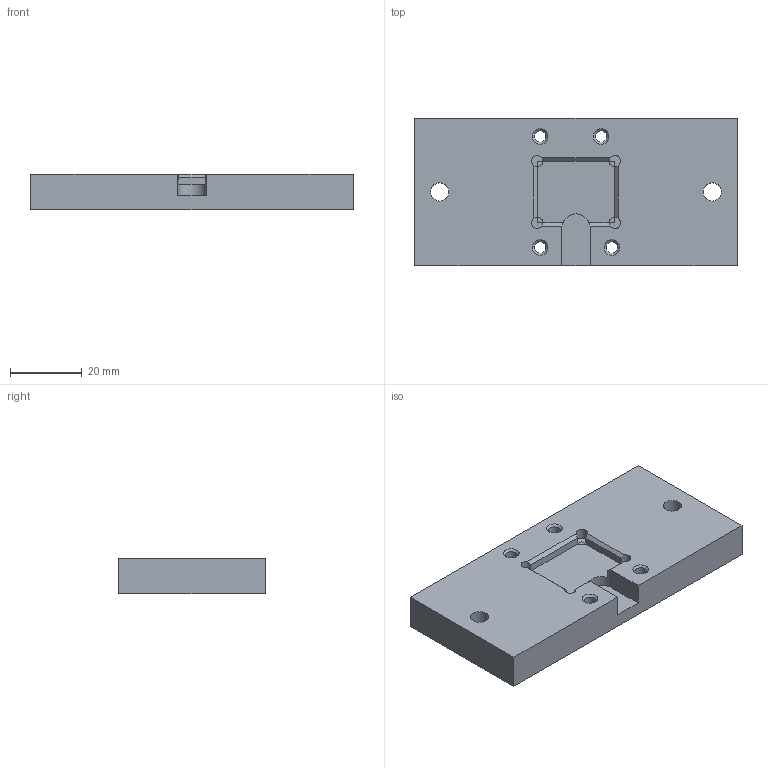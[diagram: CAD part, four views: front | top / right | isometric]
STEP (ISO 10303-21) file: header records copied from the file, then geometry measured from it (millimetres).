
FILE_DESCRIPTION(('FreeCAD Model'),'2;1');
FILE_NAME('die_holder_block.step','2017-01-21T01:15:33',('Author'),(''), 'Open CASCADE STEP processor 6.8','FreeCAD','Unknown');
FILE_SCHEMA(('AUTOMOTIVE_DESIGN_CC2 { 1 2 10303 214 -1 1 5 4 }'));
Length unit declared in the file: millimetre
Products named in the file (1): Chamfer002
Bounding box: 90 x 41 x 10 mm (x, y, z)
Volume: 34080.2 mm3; surface area: 11221.5 mm2
Topology: 1 solids, 1 shells, 57 faces, 133 edges, 82 vertices
Faces by surface type: plane 32, cylinder 17, cone 8
Full cylindrical faces by diameter (mm): 3.175 x8, 5.105 x2
Entity records: 3475 total; most frequent: CARTESIAN_POINT 765, DIRECTION 507, ORIENTED_EDGE 266, PCURVE 266, DEFINITIONAL_REPRESENTATION 266, LINE 239, VECTOR 239, EDGE_CURVE 133
